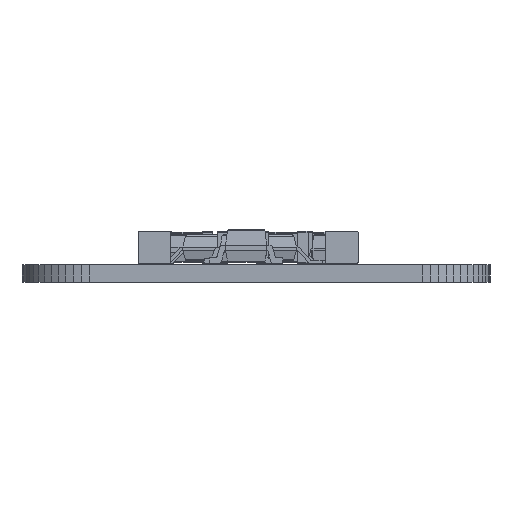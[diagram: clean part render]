
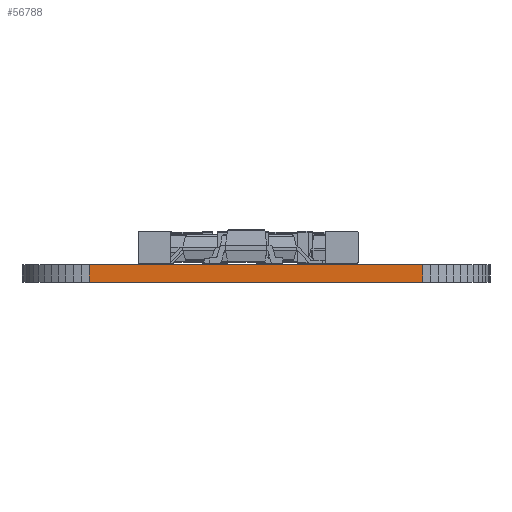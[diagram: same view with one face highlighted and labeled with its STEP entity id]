
A CAD part, front view. The second image highlights one B-rep face of the part: STEP entity #56788.
In plain terms, the highlighted planar face has unit normal (0, -1, 0).
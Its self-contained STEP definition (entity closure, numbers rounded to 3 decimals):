
#50467 = PLANE('',#50468);
#50468 = AXIS2_PLACEMENT_3D('',#50469,#50470,#50471);
#50469 = CARTESIAN_POINT('',(7.62,-19.05,0.68));
#50470 = DIRECTION('',(-0.,-0.,-1.));
#50471 = DIRECTION('',(-1.,0.,0.));
#50521 = PLANE('',#50522);
#50522 = AXIS2_PLACEMENT_3D('',#50523,#50524,#50525);
#50523 = CARTESIAN_POINT('',(7.62,-19.05,0.));
#50524 = DIRECTION('',(-0.,-0.,-1.));
#50525 = DIRECTION('',(-1.,0.,0.));
#51330 = VERTEX_POINT('',#51331);
#51331 = CARTESIAN_POINT('',(14.072,-40.714,0.));
#51345 = PLANE('',#51346);
#51346 = AXIS2_PLACEMENT_3D('',#51347,#51348,#51349);
#51347 = CARTESIAN_POINT('',(14.387,-40.695,0.));
#51348 = DIRECTION('',(0.06,-0.998,0.));
#51349 = DIRECTION('',(-0.998,-0.06,0.));
#51357 = EDGE_CURVE('',#51330,#51358,#51360,.T.);
#51358 = VERTEX_POINT('',#51359);
#51359 = CARTESIAN_POINT('',(1.168,-40.714,0.));
#51360 = SURFACE_CURVE('',#51361,(#51365,#51372),.PCURVE_S1.);
#51361 = LINE('',#51362,#51363);
#51362 = CARTESIAN_POINT('',(14.072,-40.714,0.));
#51363 = VECTOR('',#51364,1.);
#51364 = DIRECTION('',(-1.,0.,0.));
#51365 = PCURVE('',#50521,#51366);
#51366 = DEFINITIONAL_REPRESENTATION('',(#51367),#51371);
#51367 = LINE('',#51368,#51369);
#51368 = CARTESIAN_POINT('',(-6.452,-21.664));
#51369 = VECTOR('',#51370,1.);
#51370 = DIRECTION('',(1.,0.));
#51371 = ( GEOMETRIC_REPRESENTATION_CONTEXT(2) 
PARAMETRIC_REPRESENTATION_CONTEXT() REPRESENTATION_CONTEXT('2D SPACE',''
  ) );
#51372 = PCURVE('',#51373,#51378);
#51373 = PLANE('',#51374);
#51374 = AXIS2_PLACEMENT_3D('',#51375,#51376,#51377);
#51375 = CARTESIAN_POINT('',(14.072,-40.714,0.));
#51376 = DIRECTION('',(0.,-1.,0.));
#51377 = DIRECTION('',(-1.,0.,0.));
#51378 = DEFINITIONAL_REPRESENTATION('',(#51379),#51383);
#51379 = LINE('',#51380,#51381);
#51380 = CARTESIAN_POINT('',(0.,-0.));
#51381 = VECTOR('',#51382,1.);
#51382 = DIRECTION('',(1.,0.));
#51383 = ( GEOMETRIC_REPRESENTATION_CONTEXT(2) 
PARAMETRIC_REPRESENTATION_CONTEXT() REPRESENTATION_CONTEXT('2D SPACE',''
  ) );
#51401 = PLANE('',#51402);
#51402 = AXIS2_PLACEMENT_3D('',#51403,#51404,#51405);
#51403 = CARTESIAN_POINT('',(1.168,-40.714,0.));
#51404 = DIRECTION('',(-0.06,-0.998,0.));
#51405 = DIRECTION('',(-0.998,0.06,0.));
#53818 = VERTEX_POINT('',#53819);
#53819 = CARTESIAN_POINT('',(14.072,-40.714,0.68));
#53840 = EDGE_CURVE('',#53818,#53841,#53843,.T.);
#53841 = VERTEX_POINT('',#53842);
#53842 = CARTESIAN_POINT('',(1.168,-40.714,0.68));
#53843 = SURFACE_CURVE('',#53844,(#53848,#53855),.PCURVE_S1.);
#53844 = LINE('',#53845,#53846);
#53845 = CARTESIAN_POINT('',(14.072,-40.714,0.68));
#53846 = VECTOR('',#53847,1.);
#53847 = DIRECTION('',(-1.,0.,0.));
#53848 = PCURVE('',#50467,#53849);
#53849 = DEFINITIONAL_REPRESENTATION('',(#53850),#53854);
#53850 = LINE('',#53851,#53852);
#53851 = CARTESIAN_POINT('',(-6.452,-21.664));
#53852 = VECTOR('',#53853,1.);
#53853 = DIRECTION('',(1.,0.));
#53854 = ( GEOMETRIC_REPRESENTATION_CONTEXT(2) 
PARAMETRIC_REPRESENTATION_CONTEXT() REPRESENTATION_CONTEXT('2D SPACE',''
  ) );
#53855 = PCURVE('',#51373,#53856);
#53856 = DEFINITIONAL_REPRESENTATION('',(#53857),#53861);
#53857 = LINE('',#53858,#53859);
#53858 = CARTESIAN_POINT('',(0.,-0.68));
#53859 = VECTOR('',#53860,1.);
#53860 = DIRECTION('',(1.,0.));
#53861 = ( GEOMETRIC_REPRESENTATION_CONTEXT(2) 
PARAMETRIC_REPRESENTATION_CONTEXT() REPRESENTATION_CONTEXT('2D SPACE',''
  ) );
#56740 = EDGE_CURVE('',#51330,#53818,#56741,.T.);
#56741 = SURFACE_CURVE('',#56742,(#56746,#56753),.PCURVE_S1.);
#56742 = LINE('',#56743,#56744);
#56743 = CARTESIAN_POINT('',(14.072,-40.714,0.));
#56744 = VECTOR('',#56745,1.);
#56745 = DIRECTION('',(0.,0.,1.));
#56746 = PCURVE('',#51345,#56747);
#56747 = DEFINITIONAL_REPRESENTATION('',(#56748),#56752);
#56748 = LINE('',#56749,#56750);
#56749 = CARTESIAN_POINT('',(0.316,0.));
#56750 = VECTOR('',#56751,1.);
#56751 = DIRECTION('',(0.,-1.));
#56752 = ( GEOMETRIC_REPRESENTATION_CONTEXT(2) 
PARAMETRIC_REPRESENTATION_CONTEXT() REPRESENTATION_CONTEXT('2D SPACE',''
  ) );
#56753 = PCURVE('',#51373,#56754);
#56754 = DEFINITIONAL_REPRESENTATION('',(#56755),#56759);
#56755 = LINE('',#56756,#56757);
#56756 = CARTESIAN_POINT('',(0.,-0.));
#56757 = VECTOR('',#56758,1.);
#56758 = DIRECTION('',(0.,-1.));
#56759 = ( GEOMETRIC_REPRESENTATION_CONTEXT(2) 
PARAMETRIC_REPRESENTATION_CONTEXT() REPRESENTATION_CONTEXT('2D SPACE',''
  ) );
#56788 = ADVANCED_FACE('',(#56789),#51373,.T.);
#56789 = FACE_BOUND('',#56790,.T.);
#56790 = EDGE_LOOP('',(#56791,#56792,#56793,#56814));
#56791 = ORIENTED_EDGE('',*,*,#56740,.T.);
#56792 = ORIENTED_EDGE('',*,*,#53840,.T.);
#56793 = ORIENTED_EDGE('',*,*,#56794,.F.);
#56794 = EDGE_CURVE('',#51358,#53841,#56795,.T.);
#56795 = SURFACE_CURVE('',#56796,(#56800,#56807),.PCURVE_S1.);
#56796 = LINE('',#56797,#56798);
#56797 = CARTESIAN_POINT('',(1.168,-40.714,0.));
#56798 = VECTOR('',#56799,1.);
#56799 = DIRECTION('',(0.,0.,1.));
#56800 = PCURVE('',#51373,#56801);
#56801 = DEFINITIONAL_REPRESENTATION('',(#56802),#56806);
#56802 = LINE('',#56803,#56804);
#56803 = CARTESIAN_POINT('',(12.903,0.));
#56804 = VECTOR('',#56805,1.);
#56805 = DIRECTION('',(0.,-1.));
#56806 = ( GEOMETRIC_REPRESENTATION_CONTEXT(2) 
PARAMETRIC_REPRESENTATION_CONTEXT() REPRESENTATION_CONTEXT('2D SPACE',''
  ) );
#56807 = PCURVE('',#51401,#56808);
#56808 = DEFINITIONAL_REPRESENTATION('',(#56809),#56813);
#56809 = LINE('',#56810,#56811);
#56810 = CARTESIAN_POINT('',(0.,0.));
#56811 = VECTOR('',#56812,1.);
#56812 = DIRECTION('',(0.,-1.));
#56813 = ( GEOMETRIC_REPRESENTATION_CONTEXT(2) 
PARAMETRIC_REPRESENTATION_CONTEXT() REPRESENTATION_CONTEXT('2D SPACE',''
  ) );
#56814 = ORIENTED_EDGE('',*,*,#51357,.F.);
